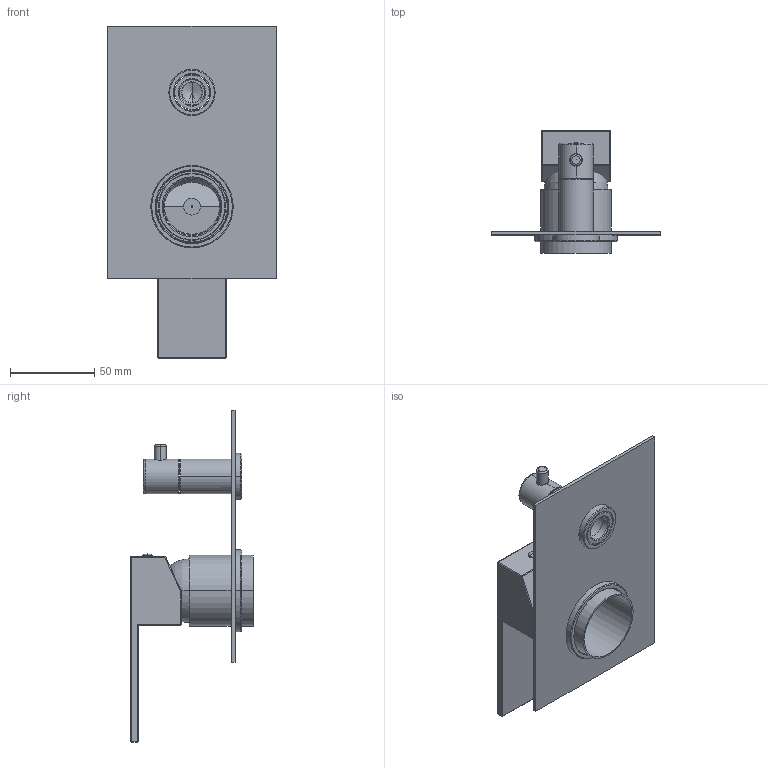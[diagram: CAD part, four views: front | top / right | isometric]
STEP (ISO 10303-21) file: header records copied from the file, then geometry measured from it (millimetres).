
FILE_DESCRIPTION((''),'2;1');
FILE_NAME('AQDR608','2021-05-27T08:43:03',('Michela Ferrini'),(''),'CREO PARAMETRIC BY PTC INC, 2020281','CREO PARAMETRIC BY PTC INC, 2020281','');
FILE_SCHEMA(('CONFIG_CONTROL_DESIGN'));
Length unit declared in the file: millimetre
Products named in the file (13): SINMAC0008; SCCMAC0005; AQDR005C001; SPLMAC0003; SDVMAC0005; AOTT005C003; AOTT005C004; AOTT608C001; AOTT608C002; AOTT608C003; AOTT608W001; AQDR608A001; AQDR608
Assembly tree (12 placements, depth 4):
  AQDR608
    AQDR608A001
      SINMAC0008
      SCCMAC0005
      AQDR005C001
      SPLMAC0003
      SDVMAC0005
      AOTT005C003
      AOTT005C004
      AOTT608W001
        AOTT608C001
        AOTT608C002
        AOTT608C003
Bounding box: 100 x 73 x 197.5 mm (x, y, z)
Volume: 101254 mm3; surface area: 67438.4 mm2
Topology: 10 solids, 13 shells, 247 faces, 592 edges, 383 vertices
Faces by surface type: cylinder 94, plane 57, cone 40, sphere 24, torus 24, bspline 8
Entity records: 8186 total; most frequent: CARTESIAN_POINT 1873, DIRECTION 1476, ORIENTED_EDGE 1136, AXIS2_PLACEMENT_3D 640, EDGE_CURVE 574, VERTEX_POINT 359, CIRCLE 332, EDGE_LOOP 275
